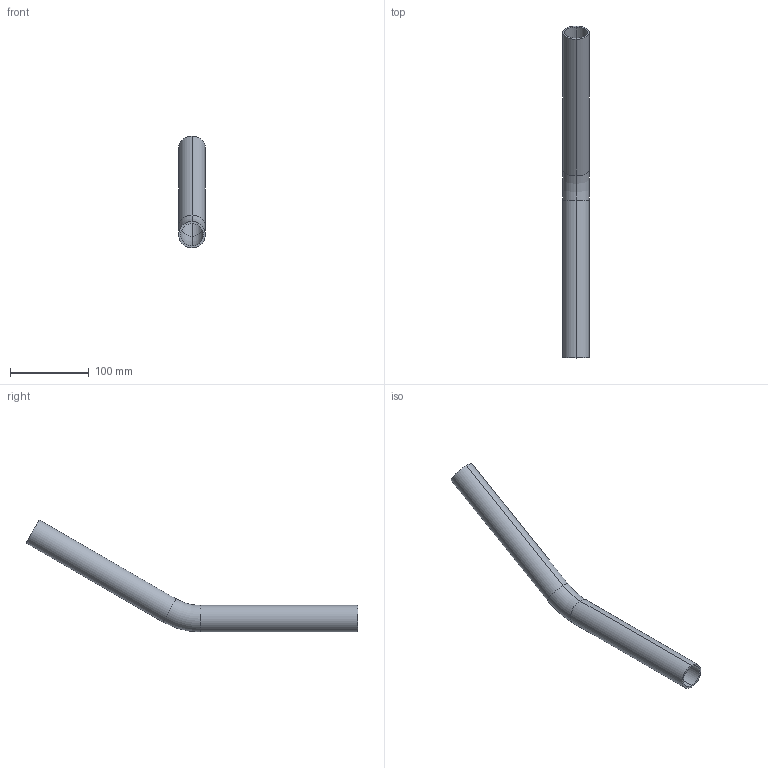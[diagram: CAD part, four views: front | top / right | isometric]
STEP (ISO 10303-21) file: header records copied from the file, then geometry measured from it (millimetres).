
FILE_DESCRIPTION (( 'STEP AP203' ), '1' );
FILE_NAME ('55121-030.STEP', '2016-12-06T09:00:18', ( '' ), ( '' ), 'SwSTEP 2.0', 'SolidWorks 2015', '' );
FILE_SCHEMA (( 'CONFIG_CONTROL_DESIGN' ));
Length unit declared in the file: millimetre
Products named in the file (1): 55121-030
Bounding box: 33.7 x 420.63 x 141.89 mm (x, y, z)
Volume: 108024.9 mm3; surface area: 86919.9 mm2
Topology: 1 solids, 1 shells, 229 faces, 607 edges, 402 vertices
Faces by surface type: bspline 102, plane 93, cylinder 30, torus 4
Entity records: 11441 total; most frequent: CARTESIAN_POINT 6818, ORIENTED_EDGE 1214, EDGE_CURVE 607, DIRECTION 497, VERTEX_POINT 402, B_SPLINE_CURVE_WITH_KNOTS 288, EDGE_LOOP 253, FACE_OUTER_BOUND 229
